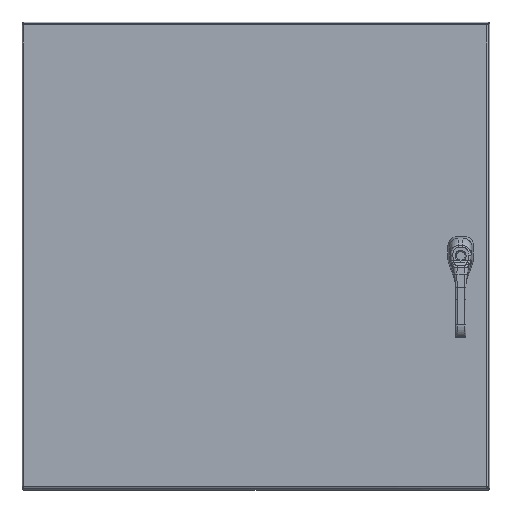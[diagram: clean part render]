
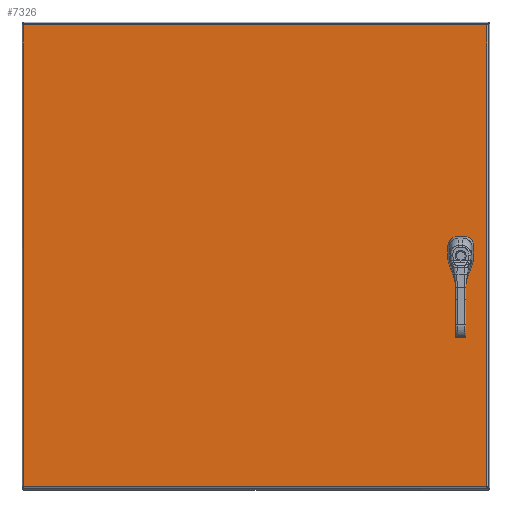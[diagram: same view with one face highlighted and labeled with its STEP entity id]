
A CAD part, top view. The second image highlights one B-rep face of the part: STEP entity #7326.
In plain terms, the highlighted face is planar.
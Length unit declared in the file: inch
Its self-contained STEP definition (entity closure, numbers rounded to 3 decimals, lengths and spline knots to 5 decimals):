
#5517=CARTESIAN_POINT('',(2.33762,18.275,0.0));
#5518=VERTEX_POINT('',#5517);
#5525=CARTESIAN_POINT('',(2.525,18.08762,0.0));
#5526=VERTEX_POINT('',#5525);
#5527=CARTESIAN_POINT('',(2.125,17.875,0.0));
#5528=DIRECTION('',(0.0,0.0,1.0));
#5529=DIRECTION('',(-0.469,-0.883,0.0));
#5530=AXIS2_PLACEMENT_3D('',#5527,#5528,#5529);
#5531=CIRCLE('',#5530,0.453);
#5532=EDGE_CURVE('',#5526,#5518,#5531,.T.);
#5557=CARTESIAN_POINT('',(2.525,17.66238,0.0));
#5558=VERTEX_POINT('',#5557);
#5559=CARTESIAN_POINT('',(2.525,17.66238,0.0));
#5560=DIRECTION('',(0.0,1.0,0.0));
#5561=VECTOR('',#5560,0.42525);
#5562=LINE('',#5559,#5561);
#5563=EDGE_CURVE('',#5558,#5526,#5562,.T.);
#5589=CARTESIAN_POINT('',(2.33762,17.475,0.0));
#5590=VERTEX_POINT('',#5589);
#5591=CARTESIAN_POINT('',(2.125,17.875,0.0));
#5592=DIRECTION('',(0.0,0.0,1.0));
#5593=DIRECTION('',(-0.883,0.469,0.0));
#5594=AXIS2_PLACEMENT_3D('',#5591,#5592,#5593);
#5595=CIRCLE('',#5594,0.453);
#5596=EDGE_CURVE('',#5590,#5558,#5595,.T.);
#5621=CARTESIAN_POINT('',(1.91238,17.475,0.0));
#5622=VERTEX_POINT('',#5621);
#5623=CARTESIAN_POINT('',(1.91238,17.475,0.0));
#5624=DIRECTION('',(1.0,0.0,0.0));
#5625=VECTOR('',#5624,0.42525);
#5626=LINE('',#5623,#5625);
#5627=EDGE_CURVE('',#5622,#5590,#5626,.T.);
#5653=CARTESIAN_POINT('',(1.725,17.66238,0.0));
#5654=VERTEX_POINT('',#5653);
#5655=CARTESIAN_POINT('',(2.125,17.875,0.0));
#5656=DIRECTION('',(0.0,0.0,1.0));
#5657=DIRECTION('',(0.469,0.883,0.0));
#5658=AXIS2_PLACEMENT_3D('',#5655,#5656,#5657);
#5659=CIRCLE('',#5658,0.453);
#5660=EDGE_CURVE('',#5654,#5622,#5659,.T.);
#5685=CARTESIAN_POINT('',(1.725,18.08762,0.0));
#5686=VERTEX_POINT('',#5685);
#5687=CARTESIAN_POINT('',(1.725,18.08762,0.0));
#5688=DIRECTION('',(0.0,-1.0,0.0));
#5689=VECTOR('',#5688,0.42525);
#5690=LINE('',#5687,#5689);
#5691=EDGE_CURVE('',#5686,#5654,#5690,.T.);
#5717=CARTESIAN_POINT('',(1.91238,18.275,0.0));
#5718=VERTEX_POINT('',#5717);
#5719=CARTESIAN_POINT('',(2.125,17.875,0.0));
#5720=DIRECTION('',(0.0,0.0,1.0));
#5721=DIRECTION('',(0.883,-0.469,0.0));
#5722=AXIS2_PLACEMENT_3D('',#5719,#5720,#5721);
#5723=CIRCLE('',#5722,0.453);
#5724=EDGE_CURVE('',#5718,#5686,#5723,.T.);
#5747=CARTESIAN_POINT('',(2.33762,18.275,0.0));
#5748=DIRECTION('',(-1.0,0.0,0.0));
#5749=VECTOR('',#5748,0.42525);
#5750=LINE('',#5747,#5749);
#5751=EDGE_CURVE('',#5518,#5718,#5750,.T.);
#6334=CARTESIAN_POINT('',(35.76975,0.10525,0.));
#6335=VERTEX_POINT('',#6334);
#6346=CARTESIAN_POINT('',(35.76975,35.64475,0.));
#6347=VERTEX_POINT('',#6346);
#6348=CARTESIAN_POINT('',(35.76975,35.64475,0.0));
#6349=DIRECTION('',(0.0,-1.0,0.0));
#6350=VECTOR('',#6349,35.5395);
#6351=LINE('',#6348,#6350);
#6352=EDGE_CURVE('',#6347,#6335,#6351,.T.);
#6504=CARTESIAN_POINT('',(0.10525,0.10525,0.));
#6505=VERTEX_POINT('',#6504);
#6516=CARTESIAN_POINT('',(35.76975,0.10525,0.0));
#6517=DIRECTION('',(-1.0,0.0,0.0));
#6518=VECTOR('',#6517,35.6645);
#6519=LINE('',#6516,#6518);
#6520=EDGE_CURVE('',#6335,#6505,#6519,.T.);
#6781=CARTESIAN_POINT('',(0.10525,35.64475,0.));
#6782=VERTEX_POINT('',#6781);
#6793=CARTESIAN_POINT('',(0.10525,0.10525,0.0));
#6794=DIRECTION('',(0.0,1.0,0.0));
#6795=VECTOR('',#6794,35.5395);
#6796=LINE('',#6793,#6795);
#6797=EDGE_CURVE('',#6505,#6782,#6796,.T.);
#7062=CARTESIAN_POINT('',(0.10525,35.64475,0.0));
#7063=DIRECTION('',(1.0,0.0,0.0));
#7064=VECTOR('',#7063,35.6645);
#7065=LINE('',#7062,#7064);
#7066=EDGE_CURVE('',#6782,#6347,#7065,.T.);
#7305=CARTESIAN_POINT('',(17.9375,17.875,0.0));
#7306=DIRECTION('',(0.0,0.0,1.0));
#7307=DIRECTION('',(1.0,0.0,0.0));
#7308=AXIS2_PLACEMENT_3D('',#7305,#7306,#7307);
#7309=PLANE('',#7308);
#7310=ORIENTED_EDGE('',*,*,#6352,.T.);
#7311=ORIENTED_EDGE('',*,*,#6520,.T.);
#7312=ORIENTED_EDGE('',*,*,#6797,.T.);
#7313=ORIENTED_EDGE('',*,*,#7066,.T.);
#7314=EDGE_LOOP('',(#7310,#7311,#7312,#7313));
#7315=FACE_OUTER_BOUND('',#7314,.T.);
#7316=ORIENTED_EDGE('',*,*,#5532,.T.);
#7317=ORIENTED_EDGE('',*,*,#5751,.T.);
#7318=ORIENTED_EDGE('',*,*,#5724,.T.);
#7319=ORIENTED_EDGE('',*,*,#5691,.T.);
#7320=ORIENTED_EDGE('',*,*,#5660,.T.);
#7321=ORIENTED_EDGE('',*,*,#5627,.T.);
#7322=ORIENTED_EDGE('',*,*,#5596,.T.);
#7323=ORIENTED_EDGE('',*,*,#5563,.T.);
#7324=EDGE_LOOP('',(#7316,#7317,#7318,#7319,#7320,#7321,#7322,#7323));
#7325=FACE_BOUND('',#7324,.T.);
#7326=ADVANCED_FACE('',(#7315,#7325),#7309,.F.);
